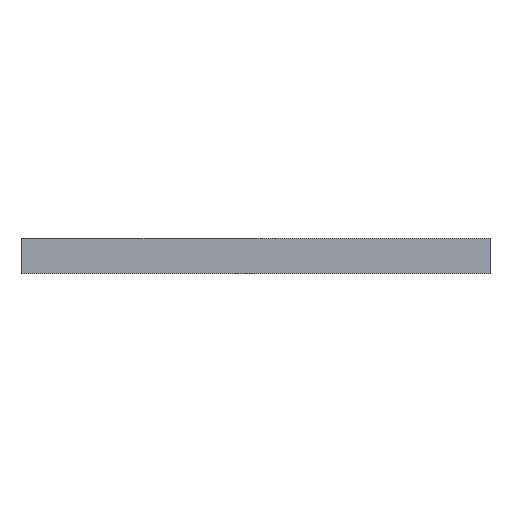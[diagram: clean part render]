
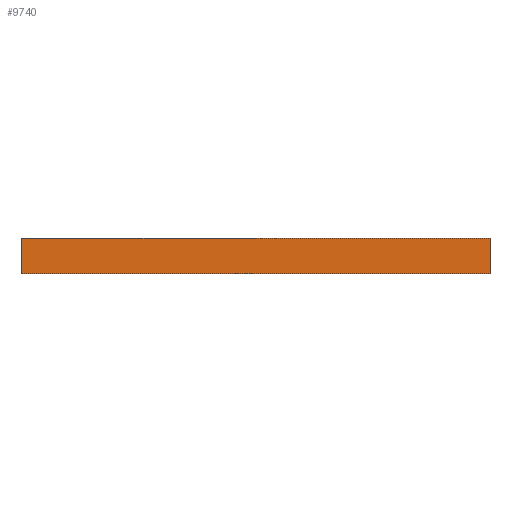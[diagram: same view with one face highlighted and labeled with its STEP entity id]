
A CAD part, front view. The second image highlights one B-rep face of the part: STEP entity #9740.
In plain terms, the highlighted planar face has unit normal (0, -1, 0).
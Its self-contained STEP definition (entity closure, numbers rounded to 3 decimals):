
#113 = CARTESIAN_POINT ( 'NONE',  ( 20., 0., 0. ) ) ;
#141 = DIRECTION ( 'NONE',  ( 1., 0., 0. ) ) ;
#169 = VECTOR ( 'NONE', #197, 1000. ) ;
#197 = DIRECTION ( 'NONE',  ( 1., 0., 0. ) ) ;
#237 = EDGE_CURVE ( 'NONE', #8910, #7039, #1916, .T. ) ;
#613 = DIRECTION ( 'NONE',  ( 0., 0., 1. ) ) ;
#1916 = LINE ( 'NONE', #4311, #11901 ) ;
#2372 = ORIENTED_EDGE ( 'NONE', *, *, #237, .T. ) ;
#2884 = CARTESIAN_POINT ( 'NONE',  ( -20., 0., 3. ) ) ;
#3422 = DIRECTION ( 'NONE',  ( 0., 0., -1. ) ) ;
#3789 = VERTEX_POINT ( 'NONE', #11488 ) ;
#4311 = CARTESIAN_POINT ( 'NONE',  ( -20., 0., 3. ) ) ;
#4536 = VECTOR ( 'NONE', #141, 1000. ) ;
#4749 = EDGE_CURVE ( 'NONE', #8910, #7792, #7263, .T. ) ;
#4925 = CARTESIAN_POINT ( 'NONE',  ( 20., 0., 3. ) ) ;
#5006 = EDGE_CURVE ( 'NONE', #7039, #3789, #7253, .T. ) ;
#5577 = FACE_OUTER_BOUND ( 'NONE', #9615, .T. ) ;
#5840 = CARTESIAN_POINT ( 'NONE',  ( 20., 0., 3. ) ) ;
#6037 = VECTOR ( 'NONE', #8720, 1000. ) ;
#6156 = AXIS2_PLACEMENT_3D ( 'NONE', #6432, #7425, #613 ) ;
#6313 = PLANE ( 'NONE',  #6156 ) ;
#6432 = CARTESIAN_POINT ( 'NONE',  ( 20., 0., 3. ) ) ;
#7039 = VERTEX_POINT ( 'NONE', #8800 ) ;
#7253 = LINE ( 'NONE', #113, #169 ) ;
#7263 = LINE ( 'NONE', #11672, #4536 ) ;
#7425 = DIRECTION ( 'NONE',  ( 0., 1., 0. ) ) ;
#7792 = VERTEX_POINT ( 'NONE', #4925 ) ;
#8113 = ORIENTED_EDGE ( 'NONE', *, *, #5006, .T. ) ;
#8430 = LINE ( 'NONE', #5840, #6037 ) ;
#8720 = DIRECTION ( 'NONE',  ( 0., 0., -1. ) ) ;
#8800 = CARTESIAN_POINT ( 'NONE',  ( -20., 0., 0. ) ) ;
#8910 = VERTEX_POINT ( 'NONE', #2884 ) ;
#9615 = EDGE_LOOP ( 'NONE', ( #8113, #12190, #9665, #2372 ) ) ;
#9665 = ORIENTED_EDGE ( 'NONE', *, *, #4749, .F. ) ;
#9740 = ADVANCED_FACE ( 'NONE', ( #5577 ), #6313, .F. ) ;
#10560 = EDGE_CURVE ( 'NONE', #7792, #3789, #8430, .T. ) ;
#11488 = CARTESIAN_POINT ( 'NONE',  ( 20., 0., 0. ) ) ;
#11672 = CARTESIAN_POINT ( 'NONE',  ( 20., 0., 3. ) ) ;
#11901 = VECTOR ( 'NONE', #3422, 1000. ) ;
#12190 = ORIENTED_EDGE ( 'NONE', *, *, #10560, .F. ) ;
